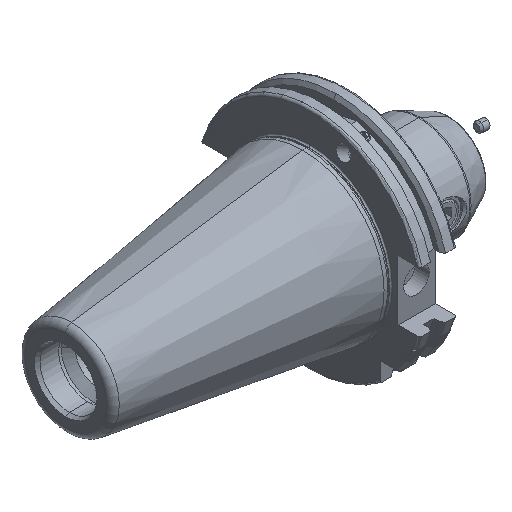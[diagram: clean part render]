
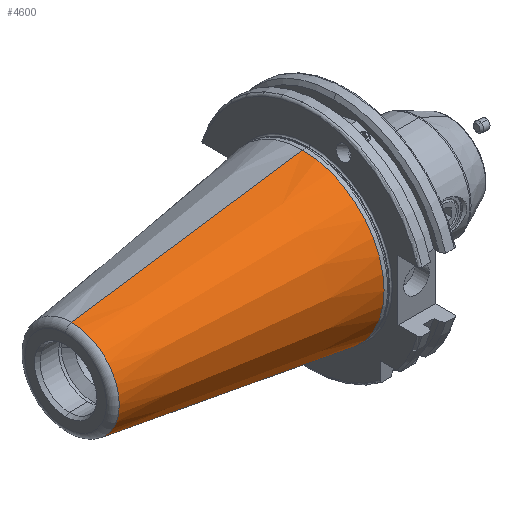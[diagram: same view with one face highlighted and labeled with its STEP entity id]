
A CAD part, isometric view. The second image highlights one B-rep face of the part: STEP entity #4600.
In plain terms, the highlighted conical face has half-angle 8.297 degrees and reference radius 34.925 mm.
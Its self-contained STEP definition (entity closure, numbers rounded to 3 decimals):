
#1151 = DIRECTION ( 'NONE',  ( 0., 0., -1. ) ) ;
#1152 = DIRECTION ( 'NONE',  ( -1., 0., 0. ) ) ;
#1153 = CARTESIAN_POINT ( 'NONE',  ( 0., 0., 0. ) ) ;
#1154 = AXIS2_PLACEMENT_3D ( 'NONE', #1153, #1152, #1151 ) ;
#1155 = CIRCLE ( 'NONE', #1154, 34.925 ) ;
#1156 = CARTESIAN_POINT ( 'NONE',  ( 0., 0., -34.925 ) ) ;
#1157 = CARTESIAN_POINT ( 'NONE',  ( 0., 0., 34.925 ) ) ;
#1167 = FACE_OUTER_BOUND ( 'NONE', #4601, .T. ) ;
#1176 = CARTESIAN_POINT ( 'NONE',  ( -99.183, 0., -20.461 ) ) ;
#1200 = CONICAL_SURFACE ( 'NONE', #1205, 34.925, 0.145 ) ;
#1201 = DIRECTION ( 'NONE',  ( 1., 0., 0. ) ) ;
#1202 = CARTESIAN_POINT ( 'NONE',  ( 0., 0., 0. ) ) ;
#1203 = DIRECTION ( 'NONE',  ( 0., 0., 1. ) ) ;
#1204 = CIRCLE ( 'NONE', #1231, 20.461 ) ;
#1205 = AXIS2_PLACEMENT_3D ( 'NONE', #1202, #1201, #1203 ) ;
#1210 = DIRECTION ( 'NONE',  ( 0., 0., -1. ) ) ;
#1211 = DIRECTION ( 'NONE',  ( -1., 0., 0. ) ) ;
#1230 = CARTESIAN_POINT ( 'NONE',  ( -99.183, 0., 0. ) ) ;
#1231 = AXIS2_PLACEMENT_3D ( 'NONE', #1230, #1211, #1210 ) ;
#1260 = DIRECTION ( 'NONE',  ( 0.99, 0., 0.144 ) ) ;
#1261 = VECTOR ( 'NONE', #1260, 1000. ) ;
#1262 = CARTESIAN_POINT ( 'NONE',  ( 0., 0., 34.925 ) ) ;
#1263 = LINE ( 'NONE', #1262, #1261 ) ;
#1265 = DIRECTION ( 'NONE',  ( 0.99, 0., -0.144 ) ) ;
#1266 = VECTOR ( 'NONE', #1265, 1000. ) ;
#1267 = CARTESIAN_POINT ( 'NONE',  ( 0., 0., -34.925 ) ) ;
#1268 = LINE ( 'NONE', #1267, #1266 ) ;
#1313 = CARTESIAN_POINT ( 'NONE',  ( -99.183, 0., 20.461 ) ) ;
#4594 = VERTEX_POINT ( 'NONE', #1157 ) ;
#4596 = EDGE_CURVE ( 'NONE', #4597, #4594, #1155, .T. ) ;
#4597 = VERTEX_POINT ( 'NONE', #1156 ) ;
#4600 = ADVANCED_FACE ( 'NONE', ( #1167 ), #1200, .T. ) ;
#4601 = EDGE_LOOP ( 'NONE', ( #4602, #4651, #4653, #4654 ) ) ;
#4602 = ORIENTED_EDGE ( 'NONE', *, *, #4603, .F. ) ;
#4603 = EDGE_CURVE ( 'NONE', #4604, #4683, #1204, .T. ) ;
#4604 = VERTEX_POINT ( 'NONE', #1176 ) ;
#4651 = ORIENTED_EDGE ( 'NONE', *, *, #4652, .T. ) ;
#4652 = EDGE_CURVE ( 'NONE', #4604, #4597, #1268, .T. ) ;
#4653 = ORIENTED_EDGE ( 'NONE', *, *, #4596, .T. ) ;
#4654 = ORIENTED_EDGE ( 'NONE', *, *, #4655, .F. ) ;
#4655 = EDGE_CURVE ( 'NONE', #4683, #4594, #1263, .T. ) ;
#4683 = VERTEX_POINT ( 'NONE', #1313 ) ;
